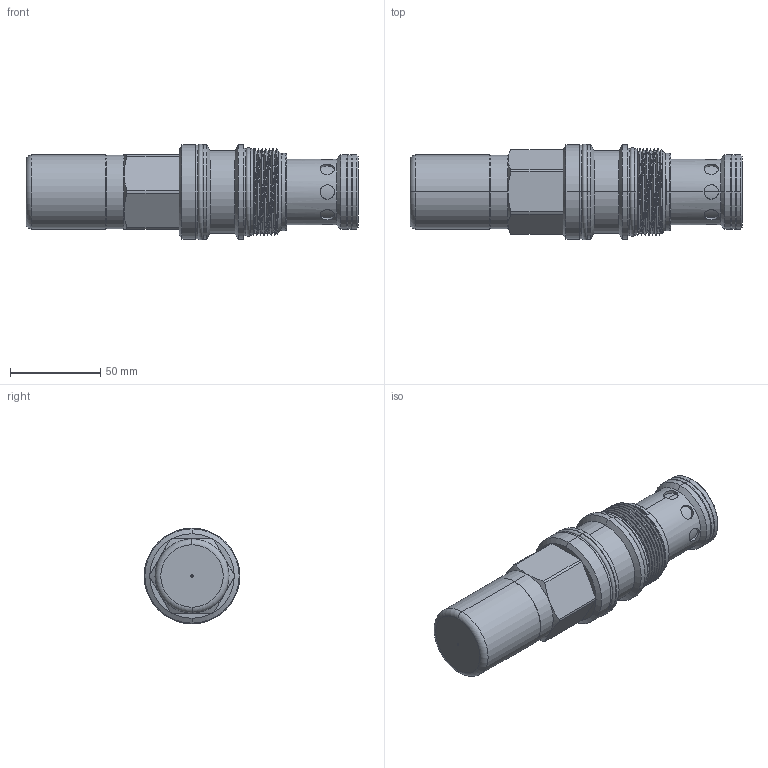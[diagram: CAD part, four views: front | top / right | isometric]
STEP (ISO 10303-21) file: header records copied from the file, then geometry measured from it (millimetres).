
FILE_DESCRIPTION (( 'STEP AP203' ), '1' );
FILE_NAME ('RT19A3G-C.STEP', '2024-06-17T02:42:31', ( '' ), ( '' ), 'SwSTEP 2.0', 'SolidWorks 2018', '' );
FILE_SCHEMA (( 'CONFIG_CONTROL_DESIGN' ));
Length unit declared in the file: millimetre
Products named in the file (1): RT19A3G-C
Bounding box: 184.35 x 53.11 x 53.11 mm (x, y, z)
Volume: 269039.1 mm3; surface area: 33670.5 mm2
Topology: 1 solids, 1 shells, 174 faces, 387 edges, 242 vertices
Faces by surface type: cylinder 104, cone 31, plane 30, torus 6, bspline 3
Entity records: 9341 total; most frequent: CARTESIAN_POINT 5490, DIRECTION 796, ORIENTED_EDGE 774, EDGE_CURVE 387, AXIS2_PLACEMENT_3D 329, VERTEX_POINT 242, EDGE_LOOP 201, FACE_OUTER_BOUND 174
